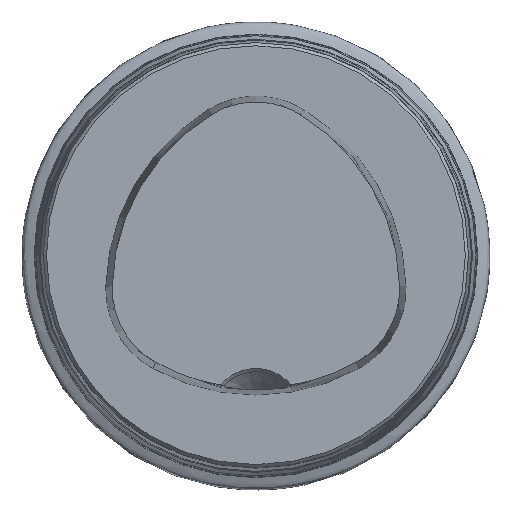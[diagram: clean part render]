
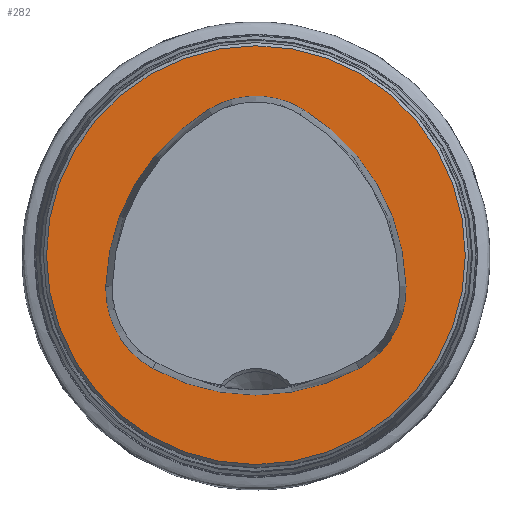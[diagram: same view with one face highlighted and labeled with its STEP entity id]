
A CAD part, top view. The second image highlights one B-rep face of the part: STEP entity #282.
In plain terms, the highlighted planar face has unit normal (0, 0, 1).
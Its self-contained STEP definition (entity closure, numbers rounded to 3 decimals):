
#245=PLANE('',#1018);
#282=ADVANCED_FACE('CU_FL_N1_SU_1',(#376,#377),#245,.T.);
#376=FACE_BOUND('',#429,.T.);
#377=FACE_BOUND('',#430,.T.);
#429=EDGE_LOOP('',(#547,#548,#549,#550,#551,#552));
#430=EDGE_LOOP('',(#553));
#547=ORIENTED_EDGE('',*,*,#796,.F.);
#548=ORIENTED_EDGE('',*,*,#797,.F.);
#549=ORIENTED_EDGE('',*,*,#798,.F.);
#550=ORIENTED_EDGE('',*,*,#799,.F.);
#551=ORIENTED_EDGE('',*,*,#793,.F.);
#552=ORIENTED_EDGE('',*,*,#800,.F.);
#553=ORIENTED_EDGE('',*,*,#801,.T.);
#719=VERTEX_POINT('',#1762);
#720=VERTEX_POINT('',#1764);
#722=VERTEX_POINT('',#1770);
#723=VERTEX_POINT('',#1771);
#724=VERTEX_POINT('',#1773);
#725=VERTEX_POINT('',#1775);
#726=VERTEX_POINT('',#1779);
#793=EDGE_CURVE('',#719,#720,#853,.T.);
#796=EDGE_CURVE('',#722,#723,#855,.T.);
#797=EDGE_CURVE('',#724,#722,#856,.T.);
#798=EDGE_CURVE('',#725,#724,#857,.T.);
#799=EDGE_CURVE('',#720,#725,#858,.T.);
#800=EDGE_CURVE('',#723,#719,#859,.T.);
#801=EDGE_CURVE('',#726,#726,#860,.T.);
#853=CIRCLE('',#1009,20.063);
#855=CIRCLE('',#1012,20.063);
#856=CIRCLE('',#1013,8.563);
#857=CIRCLE('',#1014,20.063);
#858=CIRCLE('',#1015,8.563);
#859=CIRCLE('',#1016,8.563);
#860=CIRCLE('',#1017,19.7);
#1009=AXIS2_PLACEMENT_3D('',#1763,#1190,#1191);
#1012=AXIS2_PLACEMENT_3D('',#1769,#1197,#1198);
#1013=AXIS2_PLACEMENT_3D('',#1772,#1199,#1200);
#1014=AXIS2_PLACEMENT_3D('',#1774,#1201,#1202);
#1015=AXIS2_PLACEMENT_3D('',#1776,#1203,#1204);
#1016=AXIS2_PLACEMENT_3D('',#1777,#1205,#1206);
#1017=AXIS2_PLACEMENT_3D('',#1778,#1207,#1208);
#1018=AXIS2_PLACEMENT_3D('',#1780,#1209,#1210);
#1190=DIRECTION('',(0.,0.,1.));
#1191=DIRECTION('',(1.,0.,0.));
#1197=DIRECTION('',(0.,0.,1.));
#1198=DIRECTION('',(1.,0.,0.));
#1199=DIRECTION('',(0.,0.,1.));
#1200=DIRECTION('',(1.,0.,0.));
#1201=DIRECTION('',(0.,0.,1.));
#1202=DIRECTION('',(1.,0.,0.));
#1203=DIRECTION('',(0.,0.,1.));
#1204=DIRECTION('',(1.,0.,0.));
#1205=DIRECTION('',(0.,0.,1.));
#1206=DIRECTION('',(1.,0.,0.));
#1207=DIRECTION('',(0.,0.,1.));
#1208=DIRECTION('',(1.,0.,0.));
#1209=DIRECTION('',(0.,0.,1.));
#1210=DIRECTION('',(1.,0.,0.));
#1762=CARTESIAN_POINT('',(-9.704,-10.66,0.));
#1763=CARTESIAN_POINT('',(0.,6.9,0.));
#1764=CARTESIAN_POINT('',(9.704,-10.66,0.));
#1769=CARTESIAN_POINT('',(5.934,-3.451,0.));
#1770=CARTESIAN_POINT('',(-4.418,13.735,0.));
#1771=CARTESIAN_POINT('',(-14.123,-2.953,0.));
#1772=CARTESIAN_POINT('',(0.,6.4,0.));
#1773=CARTESIAN_POINT('',(4.418,13.735,0.));
#1774=CARTESIAN_POINT('',(-5.934,-3.451,0.));
#1775=CARTESIAN_POINT('',(14.123,-2.953,0.));
#1776=CARTESIAN_POINT('',(5.562,-3.165,0.));
#1777=CARTESIAN_POINT('',(-5.562,-3.165,0.));
#1778=CARTESIAN_POINT('',(0.,0.,0.));
#1779=CARTESIAN_POINT('',(19.7,0.,0.));
#1780=CARTESIAN_POINT('',(0.,0.,0.));
